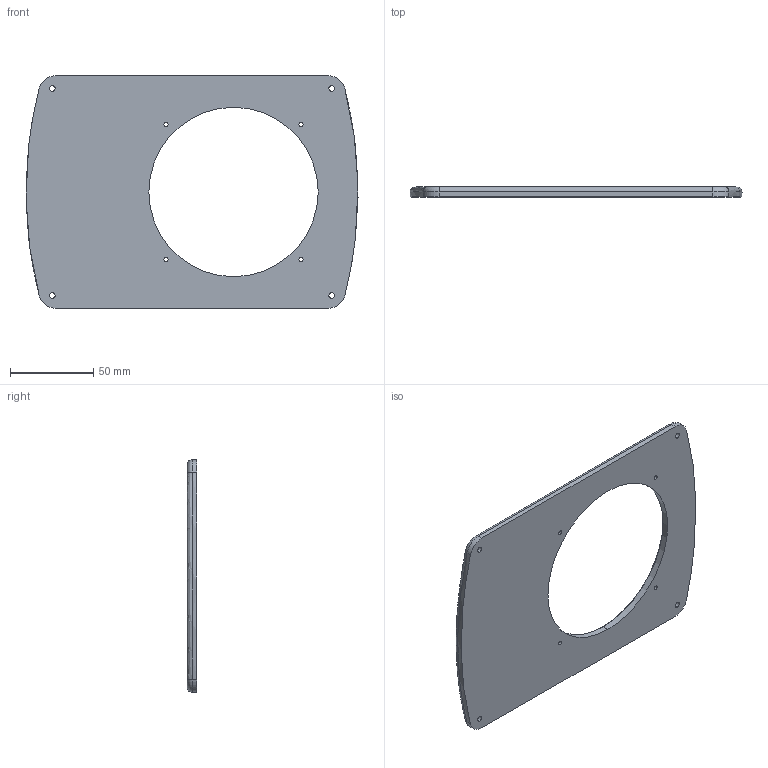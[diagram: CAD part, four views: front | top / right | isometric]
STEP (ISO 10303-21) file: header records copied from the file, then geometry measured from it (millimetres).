
FILE_DESCRIPTION (( 'STEP AP214' ), '1' );
FILE_NAME ('FR10 lid.STEP', '2024-02-21T18:52:14', ( '' ), ( '' ), 'SwSTEP 2.0', 'SolidWorks 2017', '' );
FILE_SCHEMA (( 'AUTOMOTIVE_DESIGN' ));
Length unit declared in the file: millimetre
Products named in the file (1): FR10 lid
Bounding box: 199.96 x 6 x 140 mm (x, y, z)
Volume: 109347.5 mm3; surface area: 42750.9 mm2
Topology: 1 solids, 1 shells, 55 faces, 138 edges, 86 vertices
Faces by surface type: cylinder 28, cone 10, bspline 8, plane 5, torus 4
Entity records: 1904 total; most frequent: CARTESIAN_POINT 506, DIRECTION 294, ORIENTED_EDGE 276, EDGE_CURVE 138, AXIS2_PLACEMENT_3D 122, VERTEX_POINT 86, CIRCLE 74, EDGE_LOOP 74
